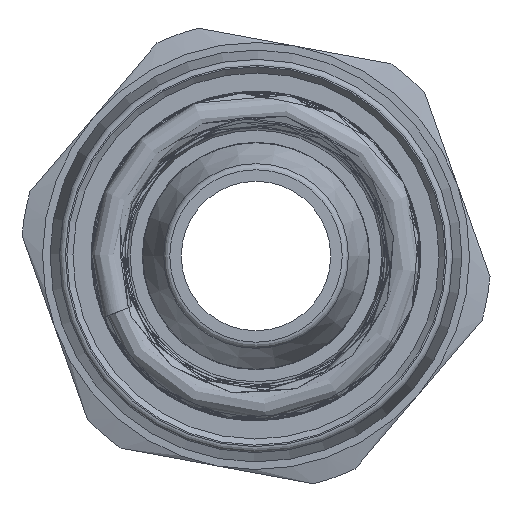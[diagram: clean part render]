
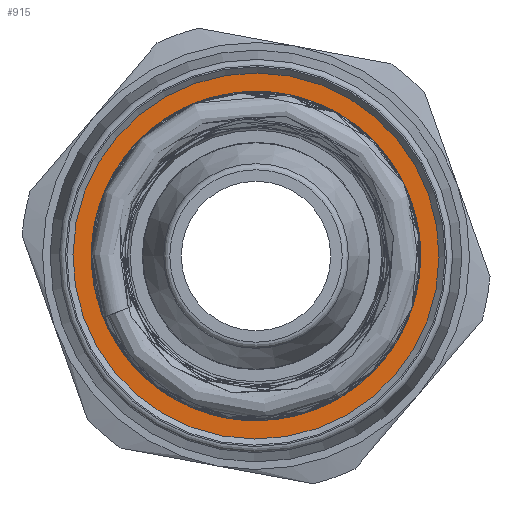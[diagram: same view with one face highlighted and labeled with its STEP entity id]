
A CAD part, left-side view. The second image highlights one B-rep face of the part: STEP entity #915.
In plain terms, the highlighted planar face has unit normal (-1, 0, 0).
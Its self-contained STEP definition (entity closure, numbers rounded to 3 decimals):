
#728=CARTESIAN_POINT('',(7.65,6.,0.0));
#729=VERTEX_POINT('',#728);
#730=CARTESIAN_POINT('',(7.65,0.0,0.0));
#731=DIRECTION('',(1.0,0.0,0.0));
#732=DIRECTION('',(0.0,1.0,0.0));
#733=AXIS2_PLACEMENT_3D('',#730,#731,#732);
#734=CIRCLE('',#733,6.);
#735=EDGE_CURVE('',#729,#729,#734,.T.);
#872=CARTESIAN_POINT('',(7.65,5.325,0.));
#873=VERTEX_POINT('',#872);
#874=CARTESIAN_POINT('',(7.65,0.0,0.0));
#875=DIRECTION('',(-1.0,0.0,0.0));
#876=DIRECTION('',(0.0,-1.0,0.0));
#877=AXIS2_PLACEMENT_3D('',#874,#875,#876);
#878=CIRCLE('',#877,5.325);
#879=EDGE_CURVE('',#873,#873,#878,.T.);
#904=CARTESIAN_POINT('',(7.65,5.063,0.0));
#905=DIRECTION('',(-1.0,0.0,0.0));
#906=DIRECTION('',(0.0,0.0,1.0));
#907=AXIS2_PLACEMENT_3D('',#904,#905,#906);
#908=PLANE('',#907);
#909=ORIENTED_EDGE('',*,*,#735,.F.);
#910=EDGE_LOOP('',(#909));
#911=FACE_OUTER_BOUND('',#910,.T.);
#912=ORIENTED_EDGE('',*,*,#879,.F.);
#913=EDGE_LOOP('',(#912));
#914=FACE_BOUND('',#913,.T.);
#915=ADVANCED_FACE('',(#911,#914),#908,.T.);
